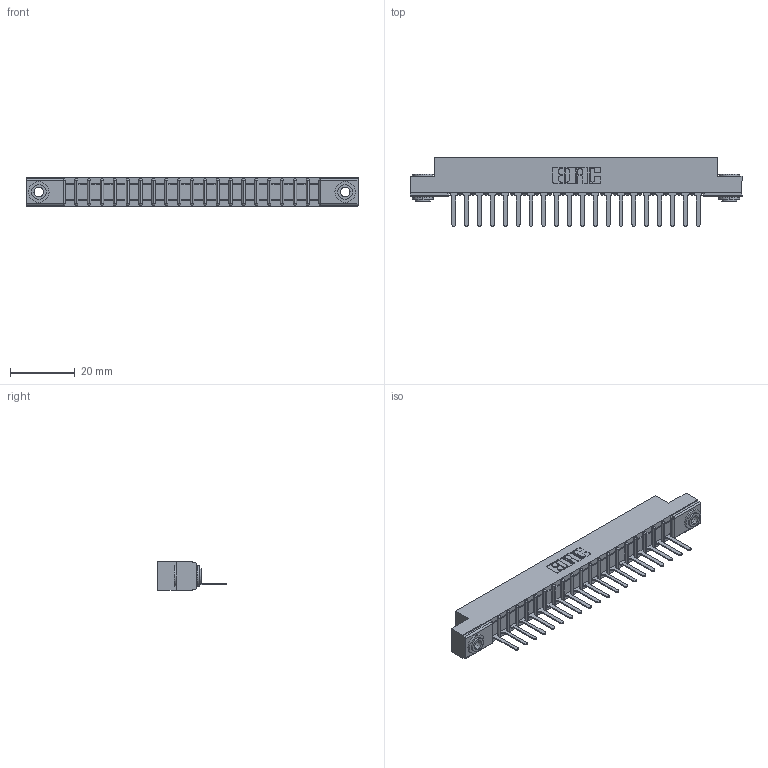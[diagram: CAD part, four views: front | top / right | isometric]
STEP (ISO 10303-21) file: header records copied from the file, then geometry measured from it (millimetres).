
FILE_DESCRIPTION (( 'STEP AP203' ), '1' );
FILE_NAME ('357-020-427-103.STEP', '2020-10-01T03:19:42', ( '' ), ( '' ), 'SwSTEP 2.0', 'SolidWorks 2020', '' );
FILE_SCHEMA (( 'CONFIG_CONTROL_DESIGN' ));
Length unit declared in the file: inch
Products named in the file (4): 307-290-001_527; 307 Part_.156 Dia Mounting Holes; 345-250-002_345-250-002-102; 357-020-427-103
Assembly tree (23 placements, depth 2):
  357-020-427-103
    307 Part_.156 Dia Mounting Holes
    307-290-001_527  x20
    345-250-002_345-250-002-102  x2
Bounding box: 102.26 x 21.11 x 8.71 mm (x, y, z)
Volume: 6475.5 mm3; surface area: 10282.5 mm2
Topology: 23 solids, 23 shells, 1311 faces, 3675 edges, 2362 vertices
Faces by surface type: plane 834, cylinder 427, sphere 42, cone 8
Entity records: 20891 total; most frequent: CARTESIAN_POINT 3489, ORIENTED_EDGE 3466, DIRECTION 3421, EDGE_CURVE 1733, VECTOR 1313, LINE 1313, VERTEX_POINT 1122, AXIS2_PLACEMENT_3D 1054
